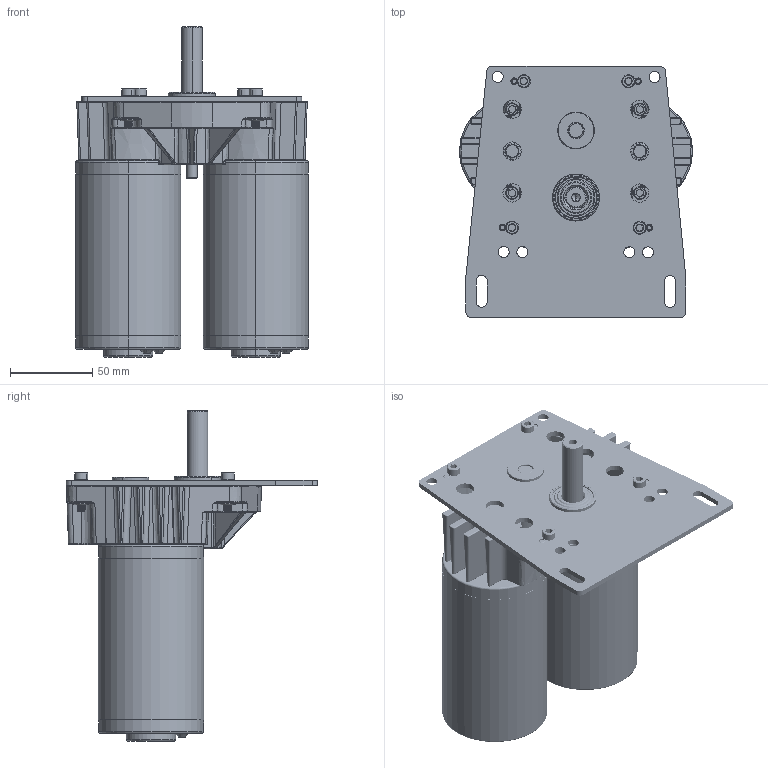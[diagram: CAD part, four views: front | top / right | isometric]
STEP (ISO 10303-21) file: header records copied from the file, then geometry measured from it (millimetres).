
FILE_DESCRIPTION (( 'STEP AP214' ), '1' );
FILE_NAME ('am-2310 Flat Plate Toughbox Mini.STEP', '2021-07-21T18:17:03', ( '' ), ( '' ), 'SwSTEP 2.0', 'SolidWorks 2021', '' );
FILE_SCHEMA (( 'AUTOMOTIVE_DESIGN' ));
Length unit declared in the file: inch
Products named in the file (22): 8mm spring clip; 48t 20dp 500h with teeth; am-0153a TB Output Shaft with Magnet; SHCS 10-32 x 0.625; am-2310 Flat Plate Toughbox Mini; Toughbox d09; 5-16 washer; CIM Motor SW; 250x1000_dowel; 500 E-klip; Toughbox d05; am-2986 FR8ZZ Hex Bearing; 10-32 Nylock Nut; am-0153a Toughbox® Series, Keyed Output Shaft with Magnet; R6ZZ Bearing; 10-32x750_shcs_90128A945; 2mm x 2mm x 10mm Machine Key; FR6ZZ Bearing; 16t 20dp 375h with teeth; TM Flat Shaft Plate; Toughbox d07; TM Housing
Assembly tree (38 placements, depth 3):
  am-2310 Flat Plate Toughbox Mini
    Toughbox d07
    Toughbox d05
    FR6ZZ Bearing
    10-32 Nylock Nut  x4
    5-16 washer  x4
    Toughbox d09  x2
    TM Housing
    SHCS 10-32 x 0.625  x4
    R6ZZ Bearing  x2
    8mm spring clip  x2
    500 E-klip
    16t 20dp 375h with teeth
    48t 20dp 500h with teeth
    am-2986 FR8ZZ Hex Bearing
    10-32x750_shcs_90128A945  x4
    CIM Motor SW  x2
    2mm x 2mm x 10mm Machine Key  x2
    am-0153a Toughbox® Series, Keyed Output Shaft with Magnet
      am-0153a TB Output Shaft with Magnet
      250x1000_dowel
    TM Flat Shaft Plate
Bounding box: 141.48 x 152.55 x 200.52 mm (x, y, z)
Volume: 979398.9 mm3; surface area: 205740.2 mm2
Topology: 37 solids, 37 shells, 3203 faces, 8050 edges, 4924 vertices
Faces by surface type: cylinder 1654, bspline 721, plane 525, cone 257, torus 30, sphere 16
Entity records: 98642 total; most frequent: CARTESIAN_POINT 39502, ORIENTED_EDGE 12194, DIRECTION 11038, EDGE_CURVE 6097, AXIS2_PLACEMENT_3D 4478, VERTEX_POINT 3724, CIRCLE 2660, EDGE_LOOP 2593
